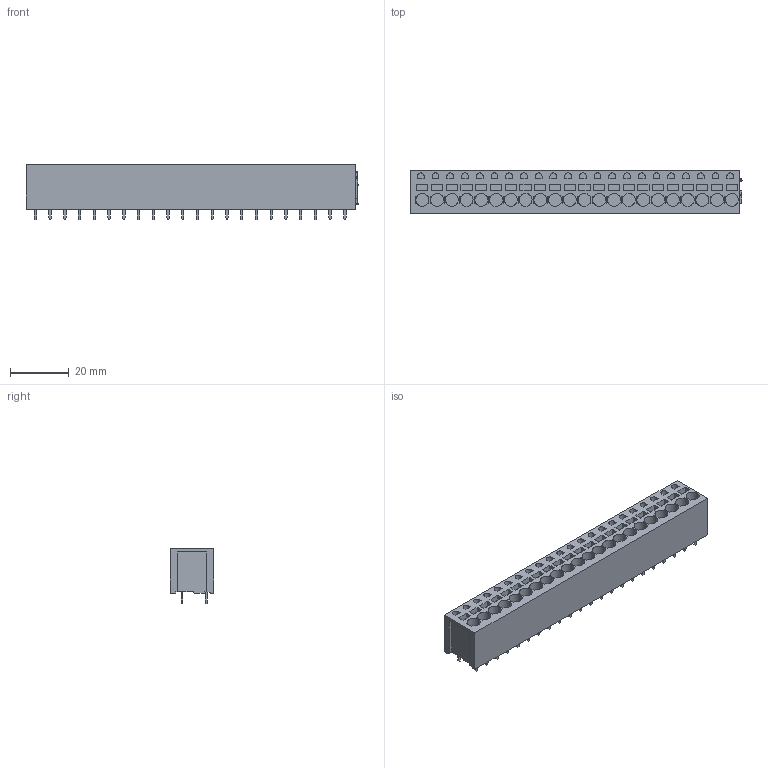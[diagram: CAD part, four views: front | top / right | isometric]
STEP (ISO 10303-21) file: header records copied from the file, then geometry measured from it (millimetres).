
FILE_DESCRIPTION(('CATIA V5 STEP Exchange','CAx-IF Rec.Pracs.--- Model Styling and Organization---1.4--- 2014-01-23'),'2;1');
FILE_NAME ('323839-3_2', '2022-08-11T06:54:23+00:00', ('none'), ('Weidmueller'), 'CATIA Version 5-6 Release 2016 SP3 HF44', 'CATIA V5 STEP AP214', 'none');
FILE_SCHEMA(('AUTOMOTIVE_DESIGN { 1 0 10303 214 1 1 1 1 }'));
Length unit declared in the file: millimetre
Products named in the file (1): 1425760000
Bounding box: 112.65 x 14.8 x 18.7 mm (x, y, z)
Volume: 22056.4 mm3; surface area: 11287.7 mm2
Topology: 45 solids, 45 shells, 852 faces, 2084 edges, 1391 vertices
Faces by surface type: plane 713, cylinder 139
Entity records: 24168 total; most frequent: CARTESIAN_POINT 4383, ORIENTED_EDGE 4168, DIRECTION 3345, EDGE_CURVE 2084, VECTOR 1762, LINE 1762, VERTEX_POINT 1391, AXIS2_PLACEMENT_3D 930
